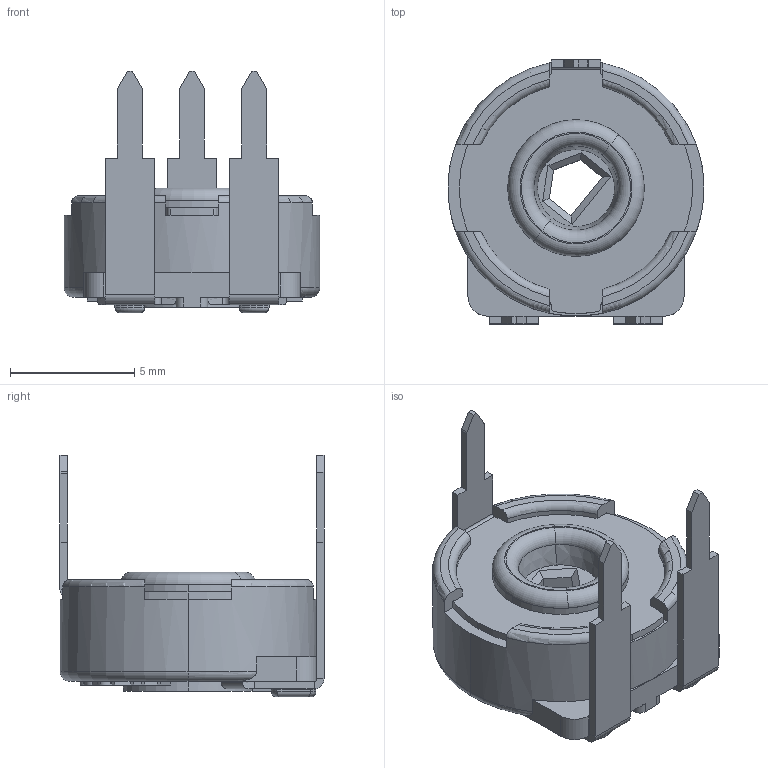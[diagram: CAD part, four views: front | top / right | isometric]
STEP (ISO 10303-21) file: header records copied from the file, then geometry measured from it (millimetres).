
FILE_DESCRIPTION (( 'STEP AP203' ), '1' );
FILE_NAME ('PT10BV10.STEP', '2015-02-13T09:13:49', ( '' ), ( '' ), 'SwSTEP 2.0', 'SolidWorks 2014', '' );
FILE_SCHEMA (( 'CONFIG_CONTROL_DESIGN' ));
Length unit declared in the file: millimetre
Products named in the file (6): PT10BV10; 11193-CARCASA; 11193-TERMINAL DERECHO; 11193-TERMINAL IZQUIERDO; 11193-COLECTOR REBORDEADO; 11193-PORTACURSOR_Predeterminada
Assembly tree (5 placements, depth 2):
  PT10BV10
    11193-CARCASA
    11193-TERMINAL DERECHO
    11193-TERMINAL IZQUIERDO
    11193-COLECTOR REBORDEADO
    11193-PORTACURSOR_Predeterminada
Bounding box: 10.3 x 10.63 x 9.72 mm (x, y, z)
Volume: 215.2 mm3; surface area: 844.4 mm2
Topology: 5 solids, 5 shells, 382 faces, 1011 edges, 656 vertices
Faces by surface type: plane 228, cylinder 90, bspline 36, torus 23, cone 5
Entity records: 14288 total; most frequent: CARTESIAN_POINT 4261, ORIENTED_EDGE 2022, DIRECTION 1846, EDGE_CURVE 1011, VECTOR 672, LINE 672, VERTEX_POINT 656, AXIS2_PLACEMENT_3D 587
